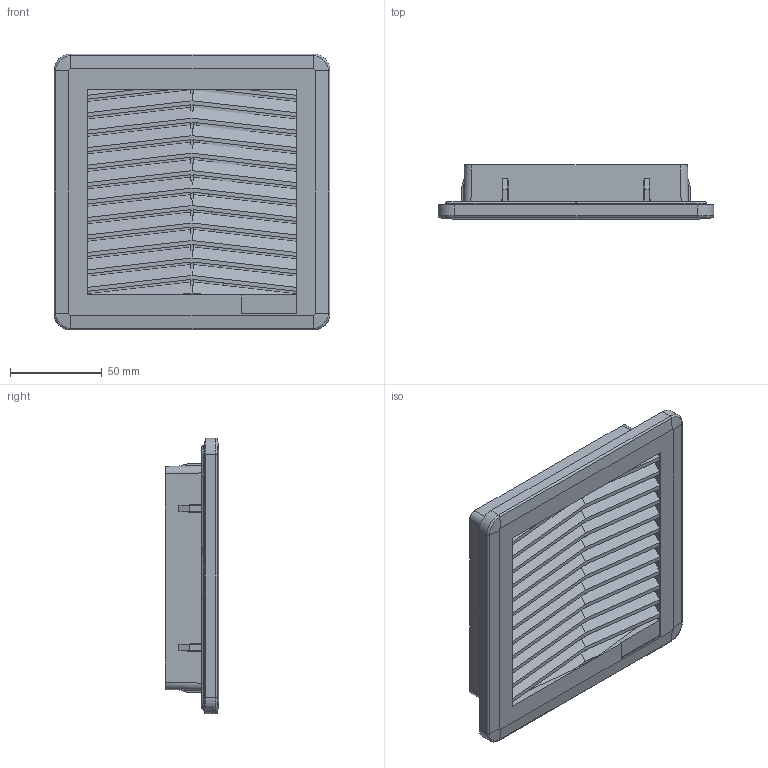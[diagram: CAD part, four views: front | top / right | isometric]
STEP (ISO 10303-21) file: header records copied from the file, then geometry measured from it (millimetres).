
FILE_DESCRIPTION((''),'2;1');
FILE_NAME('SCE-N12FGA44','2013-09-11T',('alexcam'),(''),'PRO/ENGINEER BY PARAMETRIC TECHNOLOGY CORPORATION, 2010040','PRO/ENGINEER BY PARAMETRIC TECHNOLOGY CORPORATION, 2010040','');
FILE_SCHEMA(('AUTOMOTIVE_DESIGN_CC2 { 1 2 10303 214 -1 1 5 2 }'));
Products named in the file (1): SCE-N12FGA44
Bounding box: 150 x 29.2 x 150 mm (x, y, z)
Volume: 49688.6 mm3; surface area: 156937.6 mm2
Topology: 1 solids, 9 shells, 1098 faces, 3037 edges, 1824 vertices
Faces by surface type: plane 580, cylinder 335, bspline 53, sphere 53, torus 46, cone 22, extrusion 9
Entity records: 51956 total; most frequent: CARTESIAN_POINT 16073, ORIENTED_EDGE 5887, DIRECTION 5051, PRESENTATION_STYLE_ASSIGNMENT 2990, STYLED_ITEM 2990, CURVE_STYLE 2981, EDGE_CURVE 2981, VECTOR 1999
